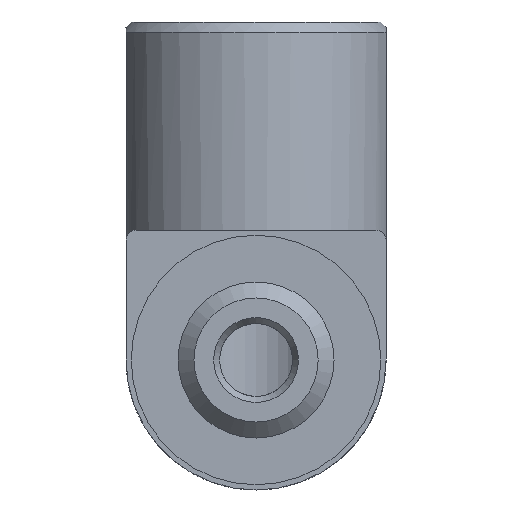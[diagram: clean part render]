
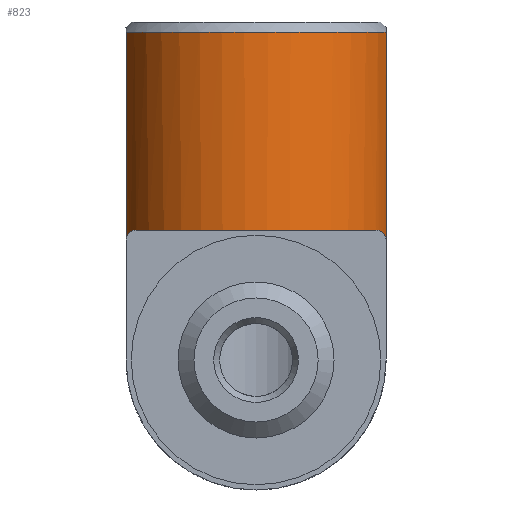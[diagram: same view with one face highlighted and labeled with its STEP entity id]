
A CAD part, front view. The second image highlights one B-rep face of the part: STEP entity #823.
In plain terms, the highlighted cylindrical face has radius 2.6 mm (diameter 5.2 mm), a partial arc.
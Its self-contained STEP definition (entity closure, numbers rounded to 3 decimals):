
#45=LINE('',#1287,#91);
#46=LINE('',#1289,#92);
#91=VECTOR('',#1011,1000.);
#92=VECTOR('',#1012,1000.);
#148=CIRCLE('',#894,2.6);
#150=CIRCLE('',#897,2.6);
#202=ORIENTED_EDGE('',*,*,#428,.F.);
#203=ORIENTED_EDGE('',*,*,#425,.T.);
#204=ORIENTED_EDGE('',*,*,#429,.F.);
#205=ORIENTED_EDGE('',*,*,#430,.F.);
#206=ORIENTED_EDGE('',*,*,#431,.F.);
#207=ORIENTED_EDGE('',*,*,#432,.F.);
#425=EDGE_CURVE('',#539,#538,#148,.T.);
#428=EDGE_CURVE('',#539,#541,#45,.T.);
#429=EDGE_CURVE('',#542,#538,#46,.F.);
#430=EDGE_CURVE('',#543,#542,#620,.T.);
#431=EDGE_CURVE('',#544,#543,#150,.F.);
#432=EDGE_CURVE('',#541,#544,#621,.T.);
#538=VERTEX_POINT('',#1277);
#539=VERTEX_POINT('',#1279);
#541=VERTEX_POINT('',#1288);
#542=VERTEX_POINT('',#1290);
#543=VERTEX_POINT('',#1297);
#544=VERTEX_POINT('',#1299);
#620=B_SPLINE_CURVE_WITH_KNOTS('',3,(#1291,#1292,#1293,#1294,#1295,#1296),
 .UNSPECIFIED.,.F.,.F.,(4,1,1,4),(0.,0.,0.,
0.001),.UNSPECIFIED.);
#621=B_SPLINE_CURVE_WITH_KNOTS('',3,(#1300,#1301,#1302,#1303,#1304,#1305),
 .UNSPECIFIED.,.F.,.F.,(4,1,1,4),(0.,0.,
0.,0.001),.UNSPECIFIED.);
#639=EDGE_LOOP('',(#202,#203,#204,#205,#206,#207));
#721=FACE_BOUND('',#639,.T.);
#800=CYLINDRICAL_SURFACE('',#896,2.6);
#823=ADVANCED_FACE('',(#721),#800,.T.);
#894=AXIS2_PLACEMENT_3D('',#1278,#1005,#1006);
#896=AXIS2_PLACEMENT_3D('',#1286,#1009,#1010);
#897=AXIS2_PLACEMENT_3D('',#1298,#1013,#1014);
#1005=DIRECTION('',(0.,0.,-1.));
#1006=DIRECTION('',(-1.,0.,0.));
#1009=DIRECTION('',(0.,0.,-1.));
#1010=DIRECTION('',(-1.,0.,0.));
#1011=DIRECTION('',(0.,0.,-1.));
#1012=DIRECTION('',(0.,0.,-1.));
#1013=DIRECTION('',(0.,0.,1.));
#1014=DIRECTION('',(1.,0.,0.));
#1277=CARTESIAN_POINT('',(-2.5,5.686,6.3));
#1278=CARTESIAN_POINT('',(0.,6.4,6.3));
#1279=CARTESIAN_POINT('',(2.5,5.686,6.3));
#1286=CARTESIAN_POINT('',(0.,6.4,1.25));
#1287=CARTESIAN_POINT('',(2.5,5.686,1.25));
#1288=CARTESIAN_POINT('',(2.5,5.686,2.3));
#1289=CARTESIAN_POINT('',(-2.5,5.686,1.25));
#1290=CARTESIAN_POINT('',(-2.5,5.686,2.3));
#1291=CARTESIAN_POINT('',(-2.3,5.188,2.5));
#1292=CARTESIAN_POINT('',(-2.347,5.277,2.5));
#1293=CARTESIAN_POINT('',(-2.409,5.415,2.477));
#1294=CARTESIAN_POINT('',(-2.471,5.586,2.411));
#1295=CARTESIAN_POINT('',(-2.5,5.686,2.351));
#1296=CARTESIAN_POINT('',(-2.5,5.686,2.3));
#1297=CARTESIAN_POINT('',(-2.3,5.188,2.5));
#1298=CARTESIAN_POINT('',(0.,6.4,2.5));
#1299=CARTESIAN_POINT('',(2.3,5.188,2.5));
#1300=CARTESIAN_POINT('',(2.5,5.686,2.3));
#1301=CARTESIAN_POINT('',(2.5,5.686,2.352));
#1302=CARTESIAN_POINT('',(2.471,5.586,2.411));
#1303=CARTESIAN_POINT('',(2.409,5.416,2.477));
#1304=CARTESIAN_POINT('',(2.347,5.277,2.5));
#1305=CARTESIAN_POINT('',(2.3,5.188,2.5));
